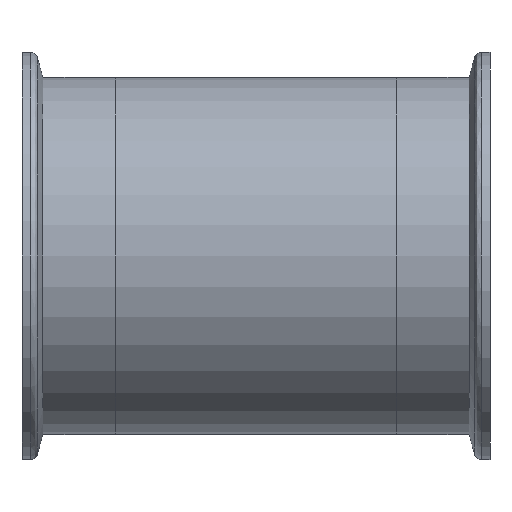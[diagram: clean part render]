
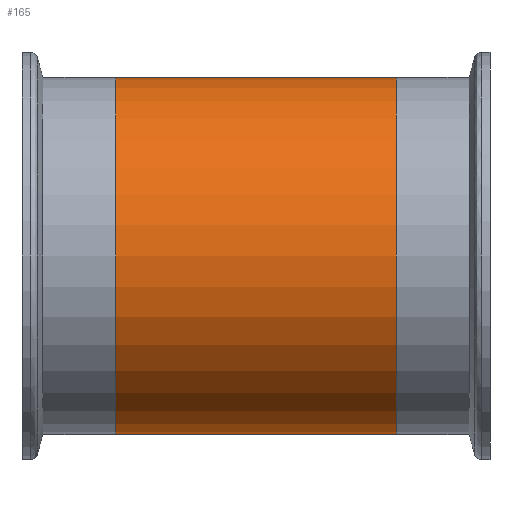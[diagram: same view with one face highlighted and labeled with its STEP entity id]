
A CAD part, front view. The second image highlights one B-rep face of the part: STEP entity #165.
In plain terms, the highlighted cylindrical face has radius 38.15 mm (diameter 76.3 mm), a partial arc.
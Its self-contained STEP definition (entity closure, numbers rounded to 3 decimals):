
#165=ADVANCED_FACE('',(#344),#343,.T.);
#343=CYLINDRICAL_SURFACE('',#626,38.15);
#344=FACE_OUTER_BOUND('',#627,.T.);
#623=CARTESIAN_POINT('',(0.,0.,0.));
#624=DIRECTION('',(1.,0.,0.));
#625=DIRECTION('',(0.,0.,1.));
#626=AXIS2_PLACEMENT_3D('',#623,#624,#625);
#627=EDGE_LOOP('',(#813,#814,#815,#816));
#813=ORIENTED_EDGE('',*,*,#897,.T.);
#814=ORIENTED_EDGE('',*,*,#903,.F.);
#815=ORIENTED_EDGE('',*,*,#894,.F.);
#816=ORIENTED_EDGE('',*,*,#904,.T.);
#894=EDGE_CURVE('',#1088,#1087,#1095,.T.);
#897=EDGE_CURVE('',#1115,#1116,#1117,.T.);
#903=EDGE_CURVE('',#1087,#1116,#1155,.T.);
#904=EDGE_CURVE('',#1088,#1115,#1161,.T.);
#1087=VERTEX_POINT('',#1417);
#1088=VERTEX_POINT('',#1418);
#1095=CIRCLE('',#1426,38.15);
#1115=VERTEX_POINT('',#1437);
#1116=VERTEX_POINT('',#1438);
#1117=CIRCLE('',#1442,38.15);
#1155=(BOUNDED_CURVE() B_SPLINE_CURVE(1,(#1461,#1462),.UNSPECIFIED.,.F.,.F.) B_SPLINE_CURVE_WITH_KNOTS((2,2),(0.083,0.917),.UNSPECIFIED.) CURVE() GEOMETRIC_REPRESENTATION_ITEM() RATIONAL_B_SPLINE_CURVE((1.,1.)) REPRESENTATION_ITEM('') );
#1161=(BOUNDED_CURVE() B_SPLINE_CURVE(1,(#1463,#1464),.UNSPECIFIED.,.F.,.F.) B_SPLINE_CURVE_WITH_KNOTS((2,2),(0.083,0.917),.UNSPECIFIED.) CURVE() GEOMETRIC_REPRESENTATION_ITEM() RATIONAL_B_SPLINE_CURVE((0.75,0.75)) REPRESENTATION_ITEM('') );
#1417=CARTESIAN_POINT('',(-30.,0.,38.15));
#1418=CARTESIAN_POINT('',(-30.,0.,-38.15));
#1423=CARTESIAN_POINT('',(-30.,0.,0.));
#1424=DIRECTION('',(-1.,0.,0.));
#1425=DIRECTION('',(0.,0.,1.));
#1426=AXIS2_PLACEMENT_3D('',#1423,#1424,#1425);
#1437=CARTESIAN_POINT('',(30.,0.,-38.15));
#1438=CARTESIAN_POINT('',(30.,0.,38.15));
#1439=CARTESIAN_POINT('',(30.,0.,0.));
#1440=DIRECTION('',(-1.,0.,0.));
#1441=DIRECTION('',(0.,0.,1.));
#1442=AXIS2_PLACEMENT_3D('',#1439,#1440,#1441);
#1461=CARTESIAN_POINT('',(-30.,0.,38.15));
#1462=CARTESIAN_POINT('',(30.,0.,38.15));
#1463=CARTESIAN_POINT('',(-30.,0.,-38.15));
#1464=CARTESIAN_POINT('',(30.,0.,-38.15));
